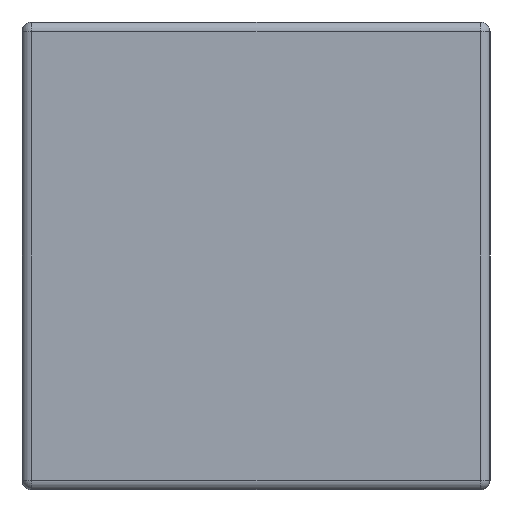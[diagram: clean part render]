
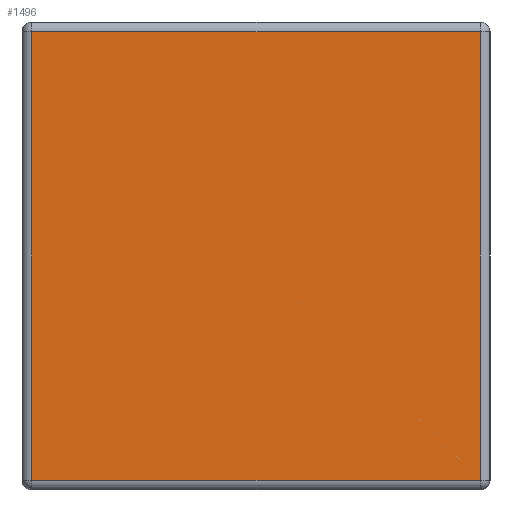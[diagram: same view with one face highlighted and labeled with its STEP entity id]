
A CAD part, left-side view. The second image highlights one B-rep face of the part: STEP entity #1496.
In plain terms, the highlighted planar face has unit normal (-1, 0, 0).
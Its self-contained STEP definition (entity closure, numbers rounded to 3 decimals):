
#242 = EDGE_LOOP ( 'NONE', ( #2446, #1580, #1383, #1431 ) ) ;
#337 = VECTOR ( 'NONE', #2612, 1000. ) ;
#392 = VERTEX_POINT ( 'NONE', #3614 ) ;
#413 = EDGE_CURVE ( 'NONE', #392, #3699, #2934, .T. ) ;
#1051 = VECTOR ( 'NONE', #2445, 1000. ) ;
#1097 = AXIS2_PLACEMENT_3D ( 'NONE', #3067, #4476, #3798 ) ;
#1383 = ORIENTED_EDGE ( 'NONE', *, *, #2507, .T. ) ;
#1431 = ORIENTED_EDGE ( 'NONE', *, *, #413, .T. ) ;
#1496 = ADVANCED_FACE ( 'NONE', ( #2724 ), #4495, .T. ) ;
#1580 = ORIENTED_EDGE ( 'NONE', *, *, #4097, .T. ) ;
#1625 = VERTEX_POINT ( 'NONE', #2216 ) ;
#2216 = CARTESIAN_POINT ( 'NONE',  ( 0., 0.02, -0.02 ) ) ;
#2219 = CARTESIAN_POINT ( 'NONE',  ( 0., 0.02, 0. ) ) ;
#2445 = DIRECTION ( 'NONE',  ( 0., 1., 0. ) ) ;
#2446 = ORIENTED_EDGE ( 'NONE', *, *, #3507, .T. ) ;
#2507 = EDGE_CURVE ( 'NONE', #1625, #392, #4181, .T. ) ;
#2612 = DIRECTION ( 'NONE',  ( 0., 0., 1. ) ) ;
#2710 = DIRECTION ( 'NONE',  ( 0., -1., 0. ) ) ;
#2724 = FACE_OUTER_BOUND ( 'NONE', #242, .T. ) ;
#2726 = CARTESIAN_POINT ( 'NONE',  ( 0., 0., -0.93 ) ) ;
#2775 = CARTESIAN_POINT ( 'NONE',  ( 0., 0.95, -0.02 ) ) ;
#2855 = CARTESIAN_POINT ( 'NONE',  ( 0., 0.93, -0.93 ) ) ;
#2934 = LINE ( 'NONE', #3304, #3136 ) ;
#3027 = VECTOR ( 'NONE', #2710, 1000. ) ;
#3067 = CARTESIAN_POINT ( 'NONE',  ( 0., 0., 0. ) ) ;
#3136 = VECTOR ( 'NONE', #4390, 1000. ) ;
#3281 = LINE ( 'NONE', #2219, #337 ) ;
#3304 = CARTESIAN_POINT ( 'NONE',  ( 0., 0.93, -0.95 ) ) ;
#3381 = VERTEX_POINT ( 'NONE', #3920 ) ;
#3507 = EDGE_CURVE ( 'NONE', #3699, #3381, #4478, .T. ) ;
#3614 = CARTESIAN_POINT ( 'NONE',  ( 0., 0.93, -0.02 ) ) ;
#3699 = VERTEX_POINT ( 'NONE', #2855 ) ;
#3798 = DIRECTION ( 'NONE',  ( 0., 0., 1. ) ) ;
#3920 = CARTESIAN_POINT ( 'NONE',  ( 0., 0.02, -0.93 ) ) ;
#4097 = EDGE_CURVE ( 'NONE', #3381, #1625, #3281, .T. ) ;
#4181 = LINE ( 'NONE', #2775, #1051 ) ;
#4390 = DIRECTION ( 'NONE',  ( 0., 0., -1. ) ) ;
#4476 = DIRECTION ( 'NONE',  ( -1., 0., 0. ) ) ;
#4478 = LINE ( 'NONE', #2726, #3027 ) ;
#4495 = PLANE ( 'NONE',  #1097 ) ;
